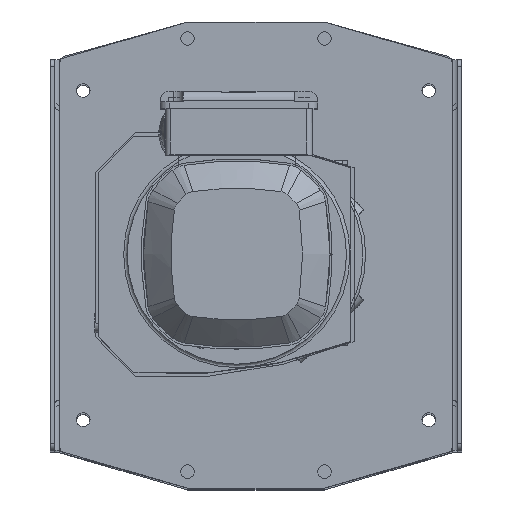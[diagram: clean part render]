
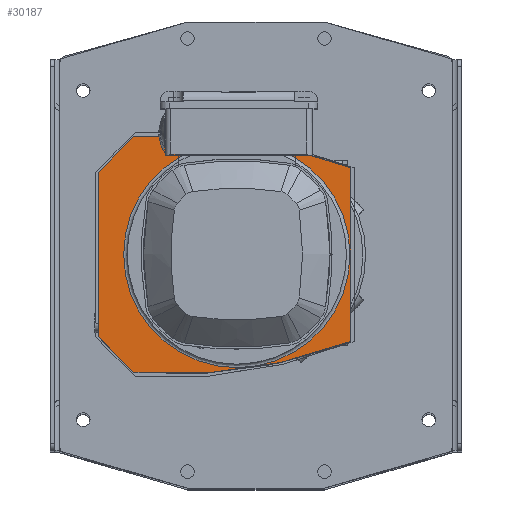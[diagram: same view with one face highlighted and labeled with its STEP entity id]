
A CAD part, top view. The second image highlights one B-rep face of the part: STEP entity #30187.
In plain terms, the highlighted planar face has unit normal (0, 0, 1).
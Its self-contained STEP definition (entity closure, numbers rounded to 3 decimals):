
#30104=CARTESIAN_POINT('',(-14.006,-82.5,620.001));
#30105=VERTEX_POINT('',#30104);
#30106=CARTESIAN_POINT('',(-14.006,0.,620.001));
#30107=DIRECTION('',(0.0,0.0,-1.0));
#30108=DIRECTION('',(0.0,-1.0,0.0));
#30109=AXIS2_PLACEMENT_3D('',#30106,#30107,#30108);
#30110=CIRCLE('',#30109,82.5);
#30111=EDGE_CURVE('',#30105,#30105,#30110,.T.);
#30127=CARTESIAN_POINT('',(-24.182,0.,620.001));
#30128=DIRECTION('',(0.0,0.0,-1.0));
#30129=DIRECTION('',(-1.0,0.0,0.0));
#30130=AXIS2_PLACEMENT_3D('',#30127,#30128,#30129);
#30131=PLANE('',#30130);
#30132=CARTESIAN_POINT('',(-115.0,60.0,620.001));
#30133=VERTEX_POINT('',#30132);
#30134=CARTESIAN_POINT('',(-115.0,-60.0,620.001));
#30135=VERTEX_POINT('',#30134);
#30136=CARTESIAN_POINT('',(-115.0,60.0,620.001));
#30137=DIRECTION('',(0.0,-1.0,0.0));
#30138=VECTOR('',#30137,120.0);
#30139=LINE('',#30136,#30138);
#30140=EDGE_CURVE('',#30133,#30135,#30139,.T.);
#30141=ORIENTED_EDGE('',*,*,#30140,.T.);
#30142=CARTESIAN_POINT('',(-89.,-86.,620.001));
#30143=VERTEX_POINT('',#30142);
#30144=CARTESIAN_POINT('',(-115.0,-60.0,620.001));
#30145=DIRECTION('',(0.707,-0.707,0.0));
#30146=VECTOR('',#30145,36.77);
#30147=LINE('',#30144,#30146);
#30148=EDGE_CURVE('',#30135,#30143,#30147,.T.);
#30149=ORIENTED_EDGE('',*,*,#30148,.T.);
#30150=CARTESIAN_POINT('',(69.,-63.375,620.001));
#30151=VERTEX_POINT('',#30150);
#30152=CARTESIAN_POINT('',(-59.76,272.811,620.001));
#30153=DIRECTION('',(0.0,0.0,1.0));
#30154=DIRECTION('',(-0.081,-0.997,0.0));
#30155=AXIS2_PLACEMENT_3D('',#30152,#30153,#30154);
#30156=CIRCLE('',#30155,360.0);
#30157=EDGE_CURVE('',#30143,#30151,#30156,.T.);
#30158=ORIENTED_EDGE('',*,*,#30157,.T.);
#30159=CARTESIAN_POINT('',(69.,63.375,620.001));
#30160=VERTEX_POINT('',#30159);
#30161=CARTESIAN_POINT('',(69.,-63.375,620.001));
#30162=DIRECTION('',(0.0,1.0,0.0));
#30163=VECTOR('',#30162,126.75);
#30164=LINE('',#30161,#30163);
#30165=EDGE_CURVE('',#30151,#30160,#30164,.T.);
#30166=ORIENTED_EDGE('',*,*,#30165,.T.);
#30167=CARTESIAN_POINT('',(-89.,86.,620.001));
#30168=VERTEX_POINT('',#30167);
#30169=CARTESIAN_POINT('',(-59.76,-272.811,620.001));
#30170=DIRECTION('',(0.0,0.0,1.0));
#30171=DIRECTION('',(0.358,0.934,0.0));
#30172=AXIS2_PLACEMENT_3D('',#30169,#30170,#30171);
#30173=CIRCLE('',#30172,360.);
#30174=EDGE_CURVE('',#30160,#30168,#30173,.T.);
#30175=ORIENTED_EDGE('',*,*,#30174,.T.);
#30176=CARTESIAN_POINT('',(-89.,86.,620.001));
#30177=DIRECTION('',(-0.707,-0.707,0.0));
#30178=VECTOR('',#30177,36.77);
#30179=LINE('',#30176,#30178);
#30180=EDGE_CURVE('',#30168,#30133,#30179,.T.);
#30181=ORIENTED_EDGE('',*,*,#30180,.T.);
#30182=EDGE_LOOP('',(#30141,#30149,#30158,#30166,#30175,#30181));
#30183=FACE_OUTER_BOUND('',#30182,.T.);
#30184=ORIENTED_EDGE('',*,*,#30111,.T.);
#30185=EDGE_LOOP('',(#30184));
#30186=FACE_BOUND('',#30185,.T.);
#30187=ADVANCED_FACE('',(#30183,#30186),#30131,.F.);
